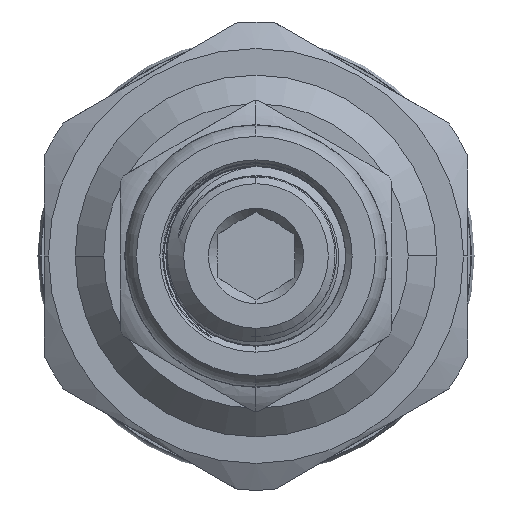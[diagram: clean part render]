
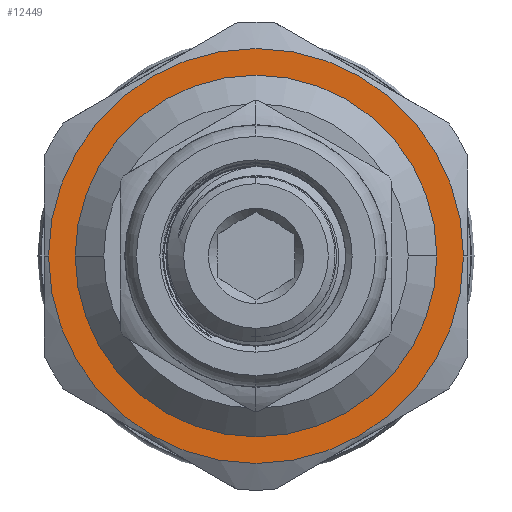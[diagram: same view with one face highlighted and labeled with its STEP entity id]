
A CAD part, left-side view. The second image highlights one B-rep face of the part: STEP entity #12449.
In plain terms, the highlighted planar face has unit normal (-1, 0, 0).
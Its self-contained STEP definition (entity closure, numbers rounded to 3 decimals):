
#989 = EDGE_LOOP ( 'NONE', ( #16331, #6193 ) ) ;
#2859 = EDGE_CURVE ( 'NONE', #19749, #17836, #18191, .T. ) ;
#3869 = PLANE ( 'NONE',  #7695 ) ;
#4648 = AXIS2_PLACEMENT_3D ( 'NONE', #6298, #17013, #15651 ) ;
#4743 = DIRECTION ( 'NONE',  ( -1., 0., 0. ) ) ;
#4900 = EDGE_LOOP ( 'NONE', ( #12145, #13467 ) ) ;
#5603 = CIRCLE ( 'NONE', #10462, 10.9 ) ;
#5775 = DIRECTION ( 'NONE',  ( 1., 0., 0. ) ) ;
#5858 = CARTESIAN_POINT ( 'NONE',  ( -34.893, 10.9, 0. ) ) ;
#5900 = EDGE_CURVE ( 'NONE', #12749, #18467, #5603, .T. ) ;
#6193 = ORIENTED_EDGE ( 'NONE', *, *, #12494, .T. ) ;
#6298 = CARTESIAN_POINT ( 'NONE',  ( -34.893, 0., 0. ) ) ;
#7695 = AXIS2_PLACEMENT_3D ( 'NONE', #8398, #5775, #16547 ) ;
#8398 = CARTESIAN_POINT ( 'NONE',  ( -34.893, 0., -9.5 ) ) ;
#9019 = CIRCLE ( 'NONE', #4648, 9.5 ) ;
#9259 = DIRECTION ( 'NONE',  ( -1., 0., 0. ) ) ;
#9356 = CIRCLE ( 'NONE', #12878, 10.9 ) ;
#9463 = DIRECTION ( 'NONE',  ( 0., 1., 0. ) ) ;
#10462 = AXIS2_PLACEMENT_3D ( 'NONE', #18374, #12190, #10574 ) ;
#10574 = DIRECTION ( 'NONE',  ( 0., 1., 0. ) ) ;
#10679 = DIRECTION ( 'NONE',  ( 0., 1., 0. ) ) ;
#12145 = ORIENTED_EDGE ( 'NONE', *, *, #19336, .F. ) ;
#12190 = DIRECTION ( 'NONE',  ( -1., 0., 0. ) ) ;
#12422 = CARTESIAN_POINT ( 'NONE',  ( -34.893, 0., 0. ) ) ;
#12449 = ADVANCED_FACE ( 'NONE', ( #14153, #17560 ), #3869, .F. ) ;
#12494 = EDGE_CURVE ( 'NONE', #18467, #12749, #9356, .T. ) ;
#12749 = VERTEX_POINT ( 'NONE', #16034 ) ;
#12878 = AXIS2_PLACEMENT_3D ( 'NONE', #13768, #9259, #10679 ) ;
#13432 = AXIS2_PLACEMENT_3D ( 'NONE', #12422, #4743, #9463 ) ;
#13467 = ORIENTED_EDGE ( 'NONE', *, *, #2859, .F. ) ;
#13768 = CARTESIAN_POINT ( 'NONE',  ( -34.893, 0., 0. ) ) ;
#14153 = FACE_BOUND ( 'NONE', #4900, .T. ) ;
#15651 = DIRECTION ( 'NONE',  ( 0., 1., 0. ) ) ;
#15745 = CARTESIAN_POINT ( 'NONE',  ( -34.893, 9.5, 0. ) ) ;
#16034 = CARTESIAN_POINT ( 'NONE',  ( -34.893, -10.9, 0. ) ) ;
#16331 = ORIENTED_EDGE ( 'NONE', *, *, #5900, .T. ) ;
#16547 = DIRECTION ( 'NONE',  ( 0., -1., 0. ) ) ;
#17013 = DIRECTION ( 'NONE',  ( -1., 0., 0. ) ) ;
#17560 = FACE_OUTER_BOUND ( 'NONE', #989, .T. ) ;
#17836 = VERTEX_POINT ( 'NONE', #15745 ) ;
#18191 = CIRCLE ( 'NONE', #13432, 9.5 ) ;
#18374 = CARTESIAN_POINT ( 'NONE',  ( -34.893, 0., 0. ) ) ;
#18467 = VERTEX_POINT ( 'NONE', #5858 ) ;
#19336 = EDGE_CURVE ( 'NONE', #17836, #19749, #9019, .T. ) ;
#19499 = CARTESIAN_POINT ( 'NONE',  ( -34.893, -9.5, 0. ) ) ;
#19749 = VERTEX_POINT ( 'NONE', #19499 ) ;
